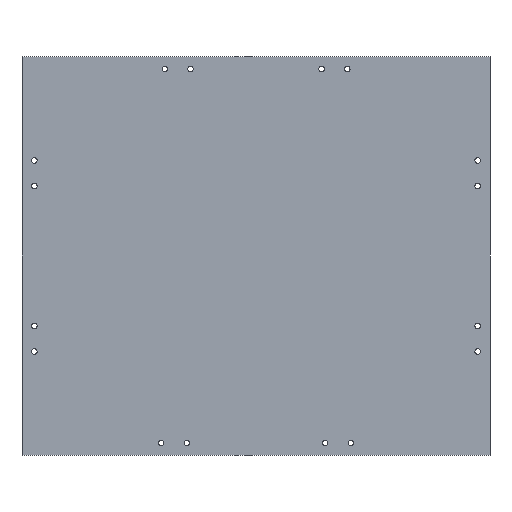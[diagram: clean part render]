
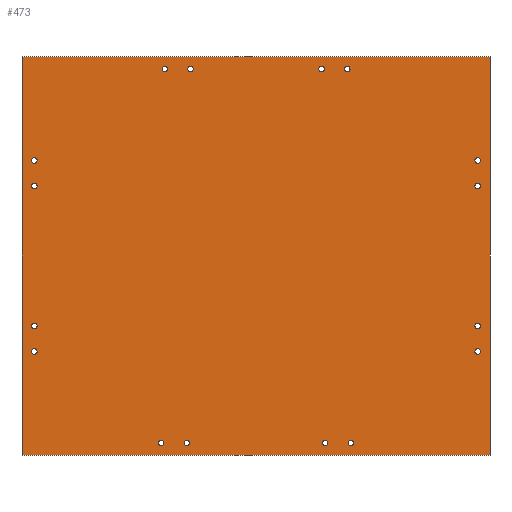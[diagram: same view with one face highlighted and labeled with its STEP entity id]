
A CAD part, left-side view. The second image highlights one B-rep face of the part: STEP entity #473.
In plain terms, the highlighted planar face has unit normal (-1, 0, 0).
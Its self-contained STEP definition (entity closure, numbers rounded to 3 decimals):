
#15=FACE_BOUND('',#96,.T.);
#16=FACE_BOUND('',#97,.T.);
#17=FACE_BOUND('',#98,.T.);
#18=FACE_BOUND('',#99,.T.);
#19=FACE_BOUND('',#100,.T.);
#20=FACE_BOUND('',#101,.T.);
#21=FACE_BOUND('',#102,.T.);
#22=FACE_BOUND('',#103,.T.);
#23=FACE_BOUND('',#104,.T.);
#24=FACE_BOUND('',#105,.T.);
#25=FACE_BOUND('',#106,.T.);
#26=FACE_BOUND('',#107,.T.);
#27=FACE_BOUND('',#108,.T.);
#28=FACE_BOUND('',#109,.T.);
#29=FACE_BOUND('',#110,.T.);
#30=FACE_BOUND('',#111,.T.);
#51=PLANE('',#539);
#73=FACE_OUTER_BOUND('',#95,.T.);
#95=EDGE_LOOP('',(#397,#398,#399,#400));
#96=EDGE_LOOP('',(#401));
#97=EDGE_LOOP('',(#402));
#98=EDGE_LOOP('',(#403));
#99=EDGE_LOOP('',(#404));
#100=EDGE_LOOP('',(#405));
#101=EDGE_LOOP('',(#406));
#102=EDGE_LOOP('',(#407));
#103=EDGE_LOOP('',(#408));
#104=EDGE_LOOP('',(#409));
#105=EDGE_LOOP('',(#410));
#106=EDGE_LOOP('',(#411));
#107=EDGE_LOOP('',(#412));
#108=EDGE_LOOP('',(#413));
#109=EDGE_LOOP('',(#414));
#110=EDGE_LOOP('',(#415));
#111=EDGE_LOOP('',(#416));
#147=LINE('',#783,#175);
#150=LINE('',#789,#178);
#153=LINE('',#795,#181);
#156=LINE('',#799,#184);
#175=VECTOR('',#659,10.);
#178=VECTOR('',#664,10.);
#181=VECTOR('',#669,10.);
#184=VECTOR('',#674,10.);
#186=CIRCLE('',#489,2.3);
#188=CIRCLE('',#492,2.3);
#190=CIRCLE('',#495,2.3);
#192=CIRCLE('',#498,2.3);
#194=CIRCLE('',#501,2.3);
#196=CIRCLE('',#504,2.3);
#198=CIRCLE('',#507,2.3);
#200=CIRCLE('',#510,2.3);
#202=CIRCLE('',#513,2.3);
#204=CIRCLE('',#516,2.3);
#206=CIRCLE('',#519,2.3);
#208=CIRCLE('',#522,2.3);
#210=CIRCLE('',#525,2.3);
#212=CIRCLE('',#528,2.3);
#214=CIRCLE('',#531,2.3);
#216=CIRCLE('',#534,2.3);
#218=VERTEX_POINT('',#683);
#220=VERTEX_POINT('',#689);
#222=VERTEX_POINT('',#695);
#224=VERTEX_POINT('',#701);
#226=VERTEX_POINT('',#707);
#228=VERTEX_POINT('',#713);
#230=VERTEX_POINT('',#719);
#232=VERTEX_POINT('',#725);
#234=VERTEX_POINT('',#731);
#236=VERTEX_POINT('',#737);
#238=VERTEX_POINT('',#743);
#240=VERTEX_POINT('',#749);
#242=VERTEX_POINT('',#755);
#244=VERTEX_POINT('',#761);
#246=VERTEX_POINT('',#767);
#248=VERTEX_POINT('',#773);
#251=VERTEX_POINT('',#780);
#252=VERTEX_POINT('',#782);
#254=VERTEX_POINT('',#788);
#256=VERTEX_POINT('',#794);
#259=EDGE_CURVE('',#218,#218,#186,.T.);
#262=EDGE_CURVE('',#220,#220,#188,.T.);
#265=EDGE_CURVE('',#222,#222,#190,.T.);
#268=EDGE_CURVE('',#224,#224,#192,.T.);
#271=EDGE_CURVE('',#226,#226,#194,.T.);
#274=EDGE_CURVE('',#228,#228,#196,.T.);
#277=EDGE_CURVE('',#230,#230,#198,.T.);
#280=EDGE_CURVE('',#232,#232,#200,.T.);
#283=EDGE_CURVE('',#234,#234,#202,.T.);
#286=EDGE_CURVE('',#236,#236,#204,.T.);
#289=EDGE_CURVE('',#238,#238,#206,.T.);
#292=EDGE_CURVE('',#240,#240,#208,.T.);
#295=EDGE_CURVE('',#242,#242,#210,.T.);
#298=EDGE_CURVE('',#244,#244,#212,.T.);
#301=EDGE_CURVE('',#246,#246,#214,.T.);
#304=EDGE_CURVE('',#248,#248,#216,.T.);
#307=EDGE_CURVE('',#252,#251,#147,.T.);
#310=EDGE_CURVE('',#254,#252,#150,.T.);
#313=EDGE_CURVE('',#256,#254,#153,.T.);
#316=EDGE_CURVE('',#251,#256,#156,.T.);
#397=ORIENTED_EDGE('',*,*,#316,.T.);
#398=ORIENTED_EDGE('',*,*,#313,.T.);
#399=ORIENTED_EDGE('',*,*,#310,.T.);
#400=ORIENTED_EDGE('',*,*,#307,.T.);
#401=ORIENTED_EDGE('',*,*,#259,.T.);
#402=ORIENTED_EDGE('',*,*,#262,.T.);
#403=ORIENTED_EDGE('',*,*,#265,.T.);
#404=ORIENTED_EDGE('',*,*,#268,.T.);
#405=ORIENTED_EDGE('',*,*,#271,.T.);
#406=ORIENTED_EDGE('',*,*,#274,.T.);
#407=ORIENTED_EDGE('',*,*,#277,.T.);
#408=ORIENTED_EDGE('',*,*,#280,.T.);
#409=ORIENTED_EDGE('',*,*,#283,.T.);
#410=ORIENTED_EDGE('',*,*,#286,.T.);
#411=ORIENTED_EDGE('',*,*,#289,.T.);
#412=ORIENTED_EDGE('',*,*,#292,.T.);
#413=ORIENTED_EDGE('',*,*,#295,.T.);
#414=ORIENTED_EDGE('',*,*,#298,.T.);
#415=ORIENTED_EDGE('',*,*,#301,.T.);
#416=ORIENTED_EDGE('',*,*,#304,.T.);
#473=ADVANCED_FACE('',(#73,#15,#16,#17,#18,#19,#20,#21,#22,#23,#24,#25,
#26,#27,#28,#29,#30),#51,.T.);
#489=AXIS2_PLACEMENT_3D('',#685,#548,#549);
#492=AXIS2_PLACEMENT_3D('',#691,#555,#556);
#495=AXIS2_PLACEMENT_3D('',#697,#562,#563);
#498=AXIS2_PLACEMENT_3D('',#703,#569,#570);
#501=AXIS2_PLACEMENT_3D('',#709,#576,#577);
#504=AXIS2_PLACEMENT_3D('',#715,#583,#584);
#507=AXIS2_PLACEMENT_3D('',#721,#590,#591);
#510=AXIS2_PLACEMENT_3D('',#727,#597,#598);
#513=AXIS2_PLACEMENT_3D('',#733,#604,#605);
#516=AXIS2_PLACEMENT_3D('',#739,#611,#612);
#519=AXIS2_PLACEMENT_3D('',#745,#618,#619);
#522=AXIS2_PLACEMENT_3D('',#751,#625,#626);
#525=AXIS2_PLACEMENT_3D('',#757,#632,#633);
#528=AXIS2_PLACEMENT_3D('',#763,#639,#640);
#531=AXIS2_PLACEMENT_3D('',#769,#646,#647);
#534=AXIS2_PLACEMENT_3D('',#775,#653,#654);
#539=AXIS2_PLACEMENT_3D('',#800,#675,#676);
#548=DIRECTION('center_axis',(1.,0.,0.));
#549=DIRECTION('ref_axis',(0.,0.,1.));
#555=DIRECTION('center_axis',(1.,0.,0.));
#556=DIRECTION('ref_axis',(0.,0.,1.));
#562=DIRECTION('center_axis',(1.,0.,0.));
#563=DIRECTION('ref_axis',(0.,0.,1.));
#569=DIRECTION('center_axis',(1.,0.,0.));
#570=DIRECTION('ref_axis',(0.,0.,1.));
#576=DIRECTION('center_axis',(1.,0.,0.));
#577=DIRECTION('ref_axis',(0.,0.,1.));
#583=DIRECTION('center_axis',(1.,0.,0.));
#584=DIRECTION('ref_axis',(0.,0.,1.));
#590=DIRECTION('center_axis',(1.,0.,0.));
#591=DIRECTION('ref_axis',(0.,0.,1.));
#597=DIRECTION('center_axis',(1.,0.,0.));
#598=DIRECTION('ref_axis',(0.,0.,1.));
#604=DIRECTION('center_axis',(1.,0.,0.));
#605=DIRECTION('ref_axis',(0.,0.,1.));
#611=DIRECTION('center_axis',(1.,0.,0.));
#612=DIRECTION('ref_axis',(0.,0.,1.));
#618=DIRECTION('center_axis',(1.,0.,0.));
#619=DIRECTION('ref_axis',(0.,0.,1.));
#625=DIRECTION('center_axis',(1.,0.,0.));
#626=DIRECTION('ref_axis',(0.,0.,1.));
#632=DIRECTION('center_axis',(1.,0.,0.));
#633=DIRECTION('ref_axis',(0.,0.,1.));
#639=DIRECTION('center_axis',(1.,0.,0.));
#640=DIRECTION('ref_axis',(0.,0.,1.));
#646=DIRECTION('center_axis',(1.,0.,0.));
#647=DIRECTION('ref_axis',(0.,0.,1.));
#653=DIRECTION('center_axis',(1.,0.,0.));
#654=DIRECTION('ref_axis',(0.,0.,1.));
#659=DIRECTION('',(0.,0.,1.));
#664=DIRECTION('',(0.,-1.,0.));
#669=DIRECTION('',(0.,0.,-1.));
#674=DIRECTION('',(0.,1.,0.));
#675=DIRECTION('center_axis',(-1.,0.,0.));
#676=DIRECTION('ref_axis',(0.,0.,1.));
#683=CARTESIAN_POINT('',(-578.25,95.981,7.9));
#685=CARTESIAN_POINT('Origin',(-578.25,95.981,10.2));
#689=CARTESIAN_POINT('',(-578.25,-165.496,83.466));
#691=CARTESIAN_POINT('Origin',(-578.25,-165.496,85.766));
#695=CARTESIAN_POINT('',(-578.25,-57.743,316.9));
#697=CARTESIAN_POINT('Origin',(-578.25,-57.743,319.2));
#701=CARTESIAN_POINT('',(-578.25,200.804,241.333));
#703=CARTESIAN_POINT('Origin',(-578.25,200.804,243.633));
#707=CARTESIAN_POINT('',(-578.25,71.781,316.9));
#709=CARTESIAN_POINT('Origin',(-578.25,71.781,319.2));
#713=CARTESIAN_POINT('',(-578.25,-165.496,241.333));
#715=CARTESIAN_POINT('Origin',(-578.25,-165.496,243.633));
#719=CARTESIAN_POINT('',(-578.25,-60.673,7.9));
#721=CARTESIAN_POINT('Origin',(-578.25,-60.673,10.2));
#725=CARTESIAN_POINT('',(-578.25,200.804,104.666));
#727=CARTESIAN_POINT('Origin',(-578.25,200.804,106.966));
#731=CARTESIAN_POINT('',(-578.25,74.781,7.9));
#733=CARTESIAN_POINT('Origin',(-578.25,74.781,10.2));
#737=CARTESIAN_POINT('',(-578.25,-165.496,104.666));
#739=CARTESIAN_POINT('Origin',(-578.25,-165.496,106.966));
#743=CARTESIAN_POINT('',(-578.25,-36.543,316.9));
#745=CARTESIAN_POINT('Origin',(-578.25,-36.543,319.2));
#749=CARTESIAN_POINT('',(-578.25,200.804,220.133));
#751=CARTESIAN_POINT('Origin',(-578.25,200.804,222.433));
#755=CARTESIAN_POINT('',(-578.25,92.981,316.9));
#757=CARTESIAN_POINT('Origin',(-578.25,92.981,319.2));
#761=CARTESIAN_POINT('',(-578.25,-165.496,220.133));
#763=CARTESIAN_POINT('Origin',(-578.25,-165.496,222.433));
#767=CARTESIAN_POINT('',(-578.25,-39.473,7.9));
#769=CARTESIAN_POINT('Origin',(-578.25,-39.473,10.2));
#773=CARTESIAN_POINT('',(-578.25,200.804,83.466));
#775=CARTESIAN_POINT('Origin',(-578.25,200.804,85.766));
#780=CARTESIAN_POINT('',(-578.25,-175.696,329.4));
#782=CARTESIAN_POINT('',(-578.25,-175.696,0.));
#783=CARTESIAN_POINT('',(-578.25,-175.696,0.));
#788=CARTESIAN_POINT('',(-578.25,211.004,0.));
#789=CARTESIAN_POINT('',(-578.25,211.004,0.));
#794=CARTESIAN_POINT('',(-578.25,211.004,329.4));
#795=CARTESIAN_POINT('',(-578.25,211.004,329.4));
#799=CARTESIAN_POINT('',(-578.25,-175.696,329.4));
#800=CARTESIAN_POINT('Origin',(-578.25,17.654,164.7));
